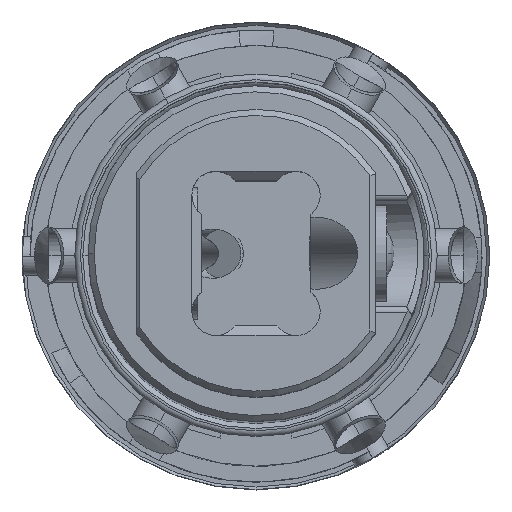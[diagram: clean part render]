
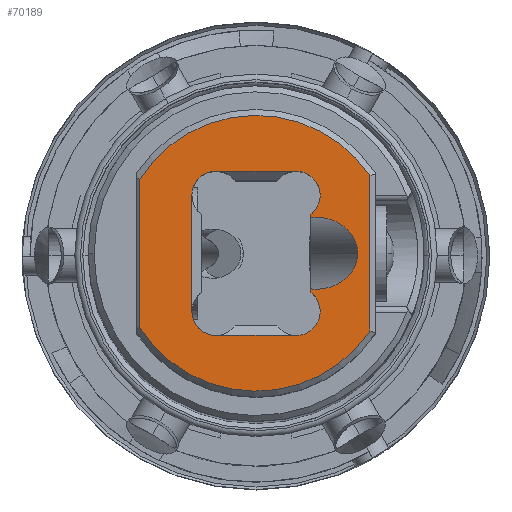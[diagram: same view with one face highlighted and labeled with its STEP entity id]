
A CAD part, top view. The second image highlights one B-rep face of the part: STEP entity #70189.
In plain terms, the highlighted planar face has unit normal (0, 0, 1).
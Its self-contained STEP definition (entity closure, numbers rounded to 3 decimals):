
#58917=CARTESIAN_POINT('',(0.,0.,84.));
#58918=DIRECTION('',(0.,0.,1.));
#58919=DIRECTION('',(0.826,0.564,0.));
#58920=AXIS2_PLACEMENT_3D('',#58917,#58918,#58919);
#58925=CARTESIAN_POINT('',(0.,0.,84.));
#58926=DIRECTION('',(0.,0.,1.));
#58927=DIRECTION('',(-0.843,-0.537,
0.));
#58928=AXIS2_PLACEMENT_3D('',#58925,#58926,#58927);
#58933=CARTESIAN_POINT('',(8.476,0.,84.));
#58934=CARTESIAN_POINT('',(8.476,-0.038,84.));
#58935=CARTESIAN_POINT('',(8.474,-0.113,84.));
#58936=CARTESIAN_POINT('',(8.465,-0.257,84.));
#58937=CARTESIAN_POINT('',(8.444,-0.425,84.));
#58938=CARTESIAN_POINT('',(8.405,-0.613,84.));
#58939=CARTESIAN_POINT('',(8.356,-0.788,84.));
#58940=CARTESIAN_POINT('',(8.298,-0.954,84.));
#58941=CARTESIAN_POINT('',(8.232,-1.11,84.));
#58942=CARTESIAN_POINT('',(8.158,-1.258,84.));
#58943=CARTESIAN_POINT('',(8.051,-1.446,84.));
#58944=CARTESIAN_POINT('',(7.902,-1.663,84.));
#58945=CARTESIAN_POINT('',(7.701,-1.898,84.));
#58946=CARTESIAN_POINT('',(7.48,-2.111,84.));
#58947=CARTESIAN_POINT('',(7.24,-2.303,84.));
#58948=CARTESIAN_POINT('',(6.981,-2.474,84.));
#58949=CARTESIAN_POINT('',(6.703,-2.623,84.));
#58950=CARTESIAN_POINT('',(6.406,-2.751,84.));
#58951=CARTESIAN_POINT('',(6.089,-2.856,84.));
#58952=CARTESIAN_POINT('',(5.806,-2.923,84.));
#58953=CARTESIAN_POINT('',(5.568,-2.963,84.));
#58954=CARTESIAN_POINT('',(5.382,-2.984,84.));
#58955=CARTESIAN_POINT('',(5.188,-2.998,84.));
#58956=CARTESIAN_POINT('',(4.986,-3.002,84.));
#58957=CARTESIAN_POINT('',(4.775,-2.995,84.));
#58958=CARTESIAN_POINT('',(4.626,-2.982,84.));
#58959=CARTESIAN_POINT('',(4.55,-2.973,84.));
#58964=CARTESIAN_POINT('',(3.35,4.85,84.));
#58965=DIRECTION('',(0.,0.,-1.));
#58966=DIRECTION('',(0.,1.,0.));
#58967=AXIS2_PLACEMENT_3D('',#58964,#58965,#58966);
#58972=CARTESIAN_POINT('',(-3.35,4.85,84.));
#58973=DIRECTION('',(0.,0.,-1.));
#58974=DIRECTION('',(-1.,0.,0.));
#58975=AXIS2_PLACEMENT_3D('',#58972,#58973,#58974);
#58980=CARTESIAN_POINT('',(-3.35,-4.85,84.));
#58981=DIRECTION('',(0.,0.,-1.));
#58982=DIRECTION('',(0.,-1.,0.));
#58983=AXIS2_PLACEMENT_3D('',#58980,#58981,#58982);
#58988=CARTESIAN_POINT('',(3.35,-4.85,84.));
#58989=DIRECTION('',(0.,0.,-1.));
#58990=DIRECTION('',(0.6,0.8,0.));
#58991=AXIS2_PLACEMENT_3D('',#58988,#58989,#58990);
#60727=DIRECTION('',(0.,1.,0.));
#60728=VECTOR('',#60727,12.355);
#60729=CARTESIAN_POINT('',(-9.7,-6.177,
84.));
#60730=LINE('',#60729,#60728);
#60734=DIRECTION('',(0.,-1.,0.));
#60735=VECTOR('',#60734,12.961);
#60736=CARTESIAN_POINT('',(9.5,6.481,84.));
#60737=LINE('',#60736,#60735);
#65080=DIRECTION('',(-1.,0.,0.));
#65081=VECTOR('',#65080,6.7);
#65082=CARTESIAN_POINT('',(3.35,6.85,84.));
#65083=LINE('',#65082,#65081);
#65119=DIRECTION('',(0.,1.,0.));
#65120=VECTOR('',#65119,0.277);
#65121=CARTESIAN_POINT('',(4.55,-3.25,84.));
#65122=LINE('',#65121,#65120);
#65126=DIRECTION('',(0.,1.,0.));
#65127=VECTOR('',#65126,0.277);
#65128=CARTESIAN_POINT('',(4.55,2.973,84.));
#65129=LINE('',#65128,#65127);
#65792=CARTESIAN_POINT('',(3.35,-6.85,84.));
#65810=DIRECTION('',(1.,0.,0.));
#65811=VECTOR('',#65810,6.7);
#65812=CARTESIAN_POINT('',(-3.35,-6.85,84.));
#65813=LINE('',#65812,#65811);
#66300=DIRECTION('',(0.,-1.,0.));
#66301=VECTOR('',#66300,9.7);
#66302=CARTESIAN_POINT('',(-5.35,4.85,84.));
#66303=LINE('',#66302,#66301);
#69185=CARTESIAN_POINT('',(8.476,0.,84.));
#69186=CARTESIAN_POINT('',(8.476,0.038,84.));
#69187=CARTESIAN_POINT('',(8.474,0.113,84.));
#69188=CARTESIAN_POINT('',(8.465,0.257,84.));
#69189=CARTESIAN_POINT('',(8.444,0.425,84.));
#69190=CARTESIAN_POINT('',(8.405,0.613,84.));
#69191=CARTESIAN_POINT('',(8.356,0.788,84.));
#69192=CARTESIAN_POINT('',(8.298,0.954,84.));
#69193=CARTESIAN_POINT('',(8.232,1.11,84.));
#69194=CARTESIAN_POINT('',(8.158,1.258,84.));
#69195=CARTESIAN_POINT('',(8.051,1.446,84.));
#69196=CARTESIAN_POINT('',(7.902,1.663,84.));
#69197=CARTESIAN_POINT('',(7.701,1.898,84.));
#69198=CARTESIAN_POINT('',(7.48,2.111,84.));
#69199=CARTESIAN_POINT('',(7.24,2.303,84.));
#69200=CARTESIAN_POINT('',(6.981,2.474,84.));
#69201=CARTESIAN_POINT('',(6.703,2.623,84.));
#69202=CARTESIAN_POINT('',(6.406,2.751,84.));
#69203=CARTESIAN_POINT('',(6.089,2.856,84.));
#69204=CARTESIAN_POINT('',(5.806,2.923,84.));
#69205=CARTESIAN_POINT('',(5.568,2.963,84.));
#69206=CARTESIAN_POINT('',(5.382,2.984,84.));
#69207=CARTESIAN_POINT('',(5.188,2.998,84.));
#69208=CARTESIAN_POINT('',(4.986,3.002,84.));
#69209=CARTESIAN_POINT('',(4.775,2.995,84.));
#69210=CARTESIAN_POINT('',(4.626,2.982,84.));
#69211=CARTESIAN_POINT('',(4.55,2.973,84.));
#70046=VERTEX_POINT('',#58933);
#70047=VERTEX_POINT('',#58959);
#70049=CARTESIAN_POINT('',(-3.35,-6.85,84.));
#70050=CARTESIAN_POINT('',(-5.35,-4.85,84.));
#70051=VERTEX_POINT('',#70049);
#70052=VERTEX_POINT('',#70050);
#70056=VERTEX_POINT('',#65792);
#70066=CARTESIAN_POINT('',(9.5,6.481,84.));
#70067=CARTESIAN_POINT('',(-9.7,6.177,
84.));
#70068=VERTEX_POINT('',#70066);
#70069=VERTEX_POINT('',#70067);
#70070=CARTESIAN_POINT('',(9.5,-6.481,
84.));
#70071=VERTEX_POINT('',#70070);
#70072=CARTESIAN_POINT('',(-9.7,-6.177,
84.));
#70073=VERTEX_POINT('',#70072);
#70074=VERTEX_POINT('',#69211);
#70075=CARTESIAN_POINT('',(4.55,3.25,84.));
#70076=VERTEX_POINT('',#70075);
#70077=CARTESIAN_POINT('',(3.35,6.85,84.));
#70078=VERTEX_POINT('',#70077);
#70079=CARTESIAN_POINT('',(-3.35,6.85,84.));
#70080=VERTEX_POINT('',#70079);
#70081=CARTESIAN_POINT('',(-5.35,4.85,84.));
#70082=VERTEX_POINT('',#70081);
#70083=CARTESIAN_POINT('',(4.55,-3.25,84.));
#70084=VERTEX_POINT('',#70083);
#70151=CARTESIAN_POINT('',(-0.1,0.,84.));
#70152=DIRECTION('',(0.,0.,1.));
#70153=DIRECTION('',(1.,0.,0.));
#70154=AXIS2_PLACEMENT_3D('',#70151,#70152,#70153);
#70155=PLANE('',#70154);
#70157=ORIENTED_EDGE('',*,*,#70156,.F.);
#70159=ORIENTED_EDGE('',*,*,#70158,.T.);
#70161=ORIENTED_EDGE('',*,*,#70160,.F.);
#70163=ORIENTED_EDGE('',*,*,#70162,.T.);
#70164=EDGE_LOOP('',(#70157,#70159,#70161,#70163));
#70165=FACE_OUTER_BOUND('',#70164,.F.);
#70166=ORIENTED_EDGE('',*,*,#70135,.F.);
#70168=ORIENTED_EDGE('',*,*,#70167,.T.);
#70170=ORIENTED_EDGE('',*,*,#70169,.T.);
#70172=ORIENTED_EDGE('',*,*,#70171,.F.);
#70174=ORIENTED_EDGE('',*,*,#70173,.T.);
#70176=ORIENTED_EDGE('',*,*,#70175,.F.);
#70178=ORIENTED_EDGE('',*,*,#70177,.T.);
#70180=ORIENTED_EDGE('',*,*,#70179,.F.);
#70182=ORIENTED_EDGE('',*,*,#70181,.T.);
#70184=ORIENTED_EDGE('',*,*,#70183,.F.);
#70186=ORIENTED_EDGE('',*,*,#70185,.T.);
#70187=EDGE_LOOP('',(#70166,#70168,#70170,#70172,#70174,#70176,#70178,#70180,
#70182,#70184,#70186));
#70188=FACE_BOUND('',#70187,.F.);
#70189=ADVANCED_FACE('',(#70165,#70188),#70155,.T.);
#58921=CIRCLE('',#58920,11.5);
#58929=CIRCLE('',#58928,11.5);
#58960=B_SPLINE_CURVE_WITH_KNOTS('',3,(#58933,#58934,#58935,#58936,#58937,
#58938,#58939,#58940,#58941,#58942,#58943,#58944,#58945,#58946,#58947,#58948,
#58949,#58950,#58951,#58952,#58953,#58954,#58955,#58956,#58957,#58958,#58959),
.UNSPECIFIED.,.F.,.F.,(4,1,1,1,1,1,1,1,1,1,1,1,1,1,1,1,1,1,1,1,1,1,1,1,4),(0.,
0.016,0.031,0.063,0.094,0.125,0.156,0.188,0.219,0.25,
0.313,0.375,0.438,0.5,0.563,0.625,0.688,0.75,0.813,
0.844,0.875,0.906,0.938,0.969,1.),.UNSPECIFIED.);
#58968=CIRCLE('',#58967,2.);
#58976=CIRCLE('',#58975,2.);
#58984=CIRCLE('',#58983,2.);
#58992=CIRCLE('',#58991,2.);
#69212=B_SPLINE_CURVE_WITH_KNOTS('',3,(#69185,#69186,#69187,#69188,#69189,
#69190,#69191,#69192,#69193,#69194,#69195,#69196,#69197,#69198,#69199,#69200,
#69201,#69202,#69203,#69204,#69205,#69206,#69207,#69208,#69209,#69210,#69211),
.UNSPECIFIED.,.F.,.F.,(4,1,1,1,1,1,1,1,1,1,1,1,1,1,1,1,1,1,1,1,1,1,1,1,4),(0.,
0.016,0.031,0.063,0.094,0.125,0.156,0.188,0.219,0.25,
0.313,0.375,0.438,0.5,0.563,0.625,0.688,0.75,0.813,
0.844,0.875,0.906,0.938,0.969,1.),.UNSPECIFIED.);
#70135=EDGE_CURVE('',#70046,#70047,#58960,.T.);
#70156=EDGE_CURVE('',#70068,#70069,#58921,.T.);
#70158=EDGE_CURVE('',#70068,#70071,#60737,.T.);
#70160=EDGE_CURVE('',#70073,#70071,#58929,.T.);
#70162=EDGE_CURVE('',#70073,#70069,#60730,.T.);
#70167=EDGE_CURVE('',#70046,#70074,#69212,.T.);
#70169=EDGE_CURVE('',#70074,#70076,#65129,.T.);
#70171=EDGE_CURVE('',#70078,#70076,#58968,.T.);
#70173=EDGE_CURVE('',#70078,#70080,#65083,.T.);
#70175=EDGE_CURVE('',#70082,#70080,#58976,.T.);
#70177=EDGE_CURVE('',#70082,#70052,#66303,.T.);
#70179=EDGE_CURVE('',#70051,#70052,#58984,.T.);
#70181=EDGE_CURVE('',#70051,#70056,#65813,.T.);
#70183=EDGE_CURVE('',#70084,#70056,#58992,.T.);
#70185=EDGE_CURVE('',#70084,#70047,#65122,.T.);
